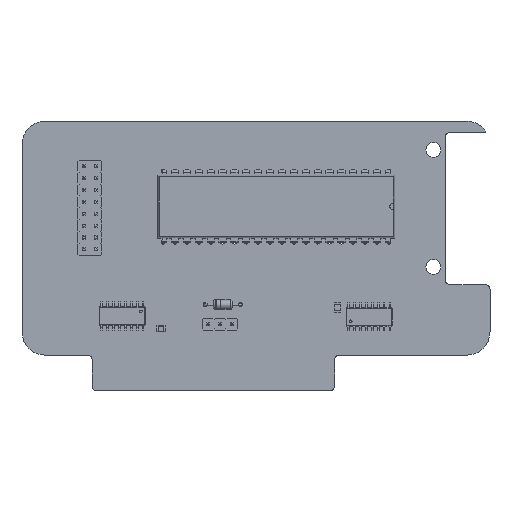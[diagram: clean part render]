
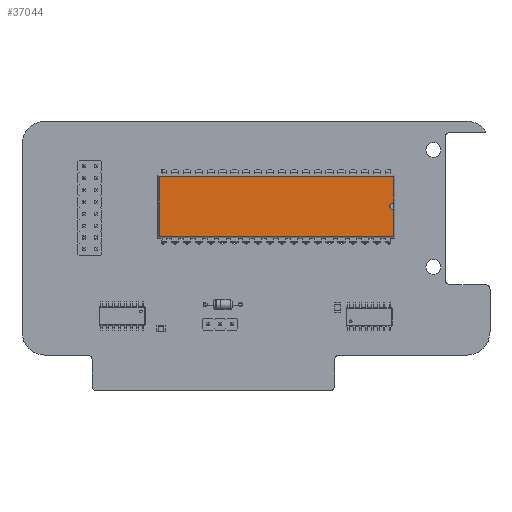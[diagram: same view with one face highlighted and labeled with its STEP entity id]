
A CAD part, top view. The second image highlights one B-rep face of the part: STEP entity #37044.
In plain terms, the highlighted planar face has unit normal (0, 0, 1).
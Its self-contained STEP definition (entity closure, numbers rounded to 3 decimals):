
#28620 = VERTEX_POINT('',#28621);
#28621 = CARTESIAN_POINT('',(13.952,0.871,3.68));
#28626 = EDGE_CURVE('',#28627,#28620,#28629,.T.);
#28627 = VERTEX_POINT('',#28628);
#28628 = CARTESIAN_POINT('',(13.952,-49.131,3.68));
#28629 = LINE('',#28630,#28631);
#28630 = CARTESIAN_POINT('',(13.952,-49.131,3.68));
#28631 = VECTOR('',#28632,1.);
#28632 = DIRECTION('',(0.,1.,0.));
#32586 = VERTEX_POINT('',#32587);
#32587 = CARTESIAN_POINT('',(1.288,0.871,3.68));
#32592 = EDGE_CURVE('',#32593,#32586,#32595,.T.);
#32593 = VERTEX_POINT('',#32594);
#32594 = CARTESIAN_POINT('',(6.874,0.871,3.68));
#32595 = LINE('',#32596,#32597);
#32596 = CARTESIAN_POINT('',(13.952,0.871,3.68));
#32597 = VECTOR('',#32598,1.);
#32598 = DIRECTION('',(-1.,0.,0.));
#32813 = VERTEX_POINT('',#32814);
#32814 = CARTESIAN_POINT('',(8.366,0.871,3.68));
#32918 = EDGE_CURVE('',#28620,#32813,#32919,.T.);
#32919 = LINE('',#32920,#32921);
#32920 = CARTESIAN_POINT('',(13.952,0.871,3.68));
#32921 = VECTOR('',#32922,1.);
#32922 = DIRECTION('',(-1.,0.,0.));
#33074 = VERTEX_POINT('',#33075);
#33075 = CARTESIAN_POINT('',(1.288,-49.131,3.68));
#33080 = EDGE_CURVE('',#32586,#33074,#33081,.T.);
#33081 = LINE('',#33082,#33083);
#33082 = CARTESIAN_POINT('',(1.288,0.871,3.68));
#33083 = VECTOR('',#33084,1.);
#33084 = DIRECTION('',(0.,-1.,0.));
#37033 = EDGE_CURVE('',#33074,#28627,#37034,.T.);
#37034 = LINE('',#37035,#37036);
#37035 = CARTESIAN_POINT('',(1.288,-49.131,3.68));
#37036 = VECTOR('',#37037,1.);
#37037 = DIRECTION('',(1.,0.,0.));
#37044 = ADVANCED_FACE('',(#37045),#37068,.F.);
#37045 = FACE_BOUND('',#37046,.F.);
#37046 = EDGE_LOOP('',(#37047,#37048,#37049,#37050,#37051,#37060,#37067)
  );
#37047 = ORIENTED_EDGE('',*,*,#28626,.F.);
#37048 = ORIENTED_EDGE('',*,*,#37033,.F.);
#37049 = ORIENTED_EDGE('',*,*,#33080,.F.);
#37050 = ORIENTED_EDGE('',*,*,#32592,.F.);
#37051 = ORIENTED_EDGE('',*,*,#37052,.F.);
#37052 = EDGE_CURVE('',#37053,#32593,#37055,.T.);
#37053 = VERTEX_POINT('',#37054);
#37054 = CARTESIAN_POINT('',(7.62,0.196,3.68));
#37055 = CIRCLE('',#37056,0.75);
#37056 = AXIS2_PLACEMENT_3D('',#37057,#37058,#37059);
#37057 = CARTESIAN_POINT('',(7.62,0.946,3.68));
#37058 = DIRECTION('',(0.,-0.,-1.));
#37059 = DIRECTION('',(0.,-1.,0.));
#37060 = ORIENTED_EDGE('',*,*,#37061,.F.);
#37061 = EDGE_CURVE('',#32813,#37053,#37062,.T.);
#37062 = CIRCLE('',#37063,0.75);
#37063 = AXIS2_PLACEMENT_3D('',#37064,#37065,#37066);
#37064 = CARTESIAN_POINT('',(7.62,0.946,3.68));
#37065 = DIRECTION('',(0.,-0.,-1.));
#37066 = DIRECTION('',(0.,-1.,0.));
#37067 = ORIENTED_EDGE('',*,*,#32918,.F.);
#37068 = PLANE('',#37069);
#37069 = AXIS2_PLACEMENT_3D('',#37070,#37071,#37072);
#37070 = CARTESIAN_POINT('',(13.952,-49.131,3.68));
#37071 = DIRECTION('',(-0.,0.,-1.));
#37072 = DIRECTION('',(-0.246,0.969,0.));
